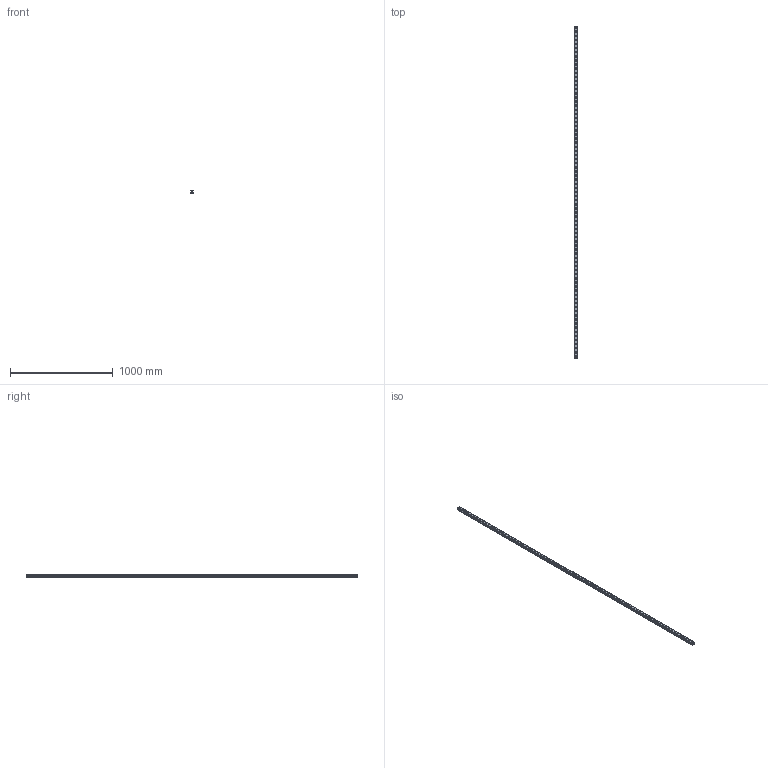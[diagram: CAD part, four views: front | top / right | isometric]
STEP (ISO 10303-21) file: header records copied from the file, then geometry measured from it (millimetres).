
FILE_DESCRIPTION(('STEP AP214'),'1');
FILE_NAME('cctmp_A96B6669-7DF4-49EA-BA21-07FE5DEE79CC_2021_03_11_13_24_27_0605..stp','2021-03-11T12:24:27',('HIWIN GmbH'),('CADClick - www.CADClick.com'),'Spatial InterOp 3D',' ','unknown authorization');
FILE_SCHEMA(('AUTOMOTIVE_DESIGN'));
Length unit declared in the file: millimetre
Products named in the file (1): RGR30R3230H_FILE
Bounding box: 28 x 3230 x 28 mm (x, y, z)
Volume: 1852910.5 mm3; surface area: 479244.1 mm2
Topology: 1 solids, 1 shells, 844 faces, 1785 edges, 1190 vertices
Faces by surface type: cylinder 504, plane 340
Entity records: 29913 total; most frequent: DIRECTION 4483, CARTESIAN_POINT 3820, ORIENTED_EDGE 3570, AXIS2_PLACEMENT_3D 1853, EDGE_CURVE 1785, VERTEX_POINT 1190, EDGE_LOOP 1091, CIRCLE 1008
